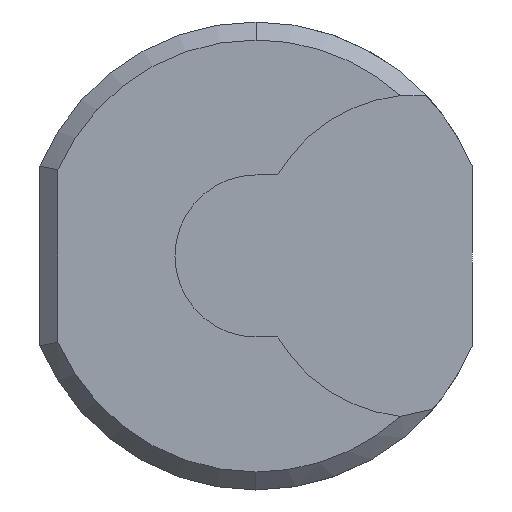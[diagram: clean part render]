
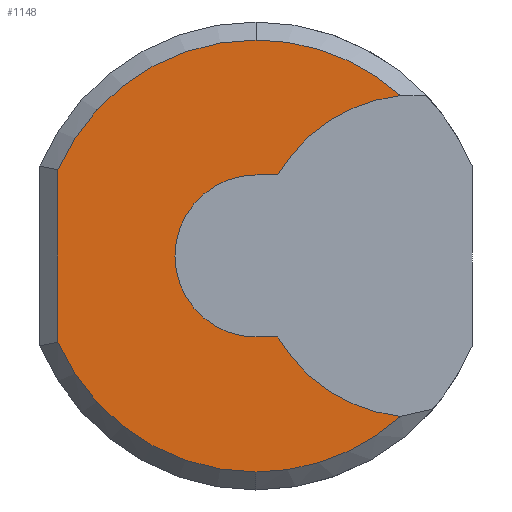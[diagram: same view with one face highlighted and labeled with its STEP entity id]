
A CAD part, left-side view. The second image highlights one B-rep face of the part: STEP entity #1148.
In plain terms, the highlighted planar face has unit normal (-1, 0, 0).
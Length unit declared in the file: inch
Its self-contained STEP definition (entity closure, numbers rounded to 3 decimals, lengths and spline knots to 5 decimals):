
#253=CARTESIAN_POINT('',(0.,0.,0.375));
#254=VERTEX_POINT('',#253);
#263=CARTESIAN_POINT('',(0.,-0.25112,0.27851));
#264=VERTEX_POINT('',#263);
#265=CARTESIAN_POINT('',(0.,0.,0.));
#266=DIRECTION('',(1.0,0.0,0.0));
#267=DIRECTION('',(0.0,0.0,1.0));
#268=AXIS2_PLACEMENT_3D('',#265,#266,#267);
#269=CIRCLE('',#268,0.375);
#270=EDGE_CURVE('',#254,#264,#269,.T.);
#344=CARTESIAN_POINT('',(0.,0.,-0.375));
#345=VERTEX_POINT('',#344);
#354=CARTESIAN_POINT('',(0.,0.34375,-0.14987));
#355=VERTEX_POINT('',#354);
#356=CARTESIAN_POINT('',(0.,0.,0.));
#357=DIRECTION('',(1.0,0.0,0.0));
#358=DIRECTION('',(0.0,0.0,-1.0));
#359=AXIS2_PLACEMENT_3D('',#356,#357,#358);
#360=CIRCLE('',#359,0.375);
#361=EDGE_CURVE('',#345,#355,#360,.T.);
#487=CARTESIAN_POINT('',(0.,-0.12797,0.23513));
#488=VERTEX_POINT('',#487);
#497=CARTESIAN_POINT('',(0.,-0.03787,0.14063));
#498=VERTEX_POINT('',#497);
#499=CARTESIAN_POINT('',(0.,-0.28,0.));
#500=DIRECTION('',(1.0,0.,0.));
#501=DIRECTION('',(0.,0.543,0.84));
#502=AXIS2_PLACEMENT_3D('',#499,#500,#501);
#503=CIRCLE('',#502,0.28);
#504=EDGE_CURVE('',#498,#488,#503,.T.);
#529=CARTESIAN_POINT('',(0.,0.14062,0.));
#530=VERTEX_POINT('',#529);
#539=CARTESIAN_POINT('',(0.,0.,-0.14062));
#540=VERTEX_POINT('',#539);
#541=CARTESIAN_POINT('',(0.0,0.,0.));
#542=DIRECTION('',(1.0,0.,0.));
#543=DIRECTION('',(0.,1.0,0.));
#544=AXIS2_PLACEMENT_3D('',#541,#542,#543);
#545=CIRCLE('',#544,0.14063);
#546=EDGE_CURVE('',#540,#530,#545,.T.);
#571=CARTESIAN_POINT('',(0.,-0.12797,-0.23513));
#572=VERTEX_POINT('',#571);
#581=CARTESIAN_POINT('',(0.,-0.25112,-0.27851));
#582=VERTEX_POINT('',#581);
#583=CARTESIAN_POINT('',(0.,-0.28,0.));
#584=DIRECTION('',(1.0,0.,0.));
#585=DIRECTION('',(0.,0.543,-0.84));
#586=AXIS2_PLACEMENT_3D('',#583,#584,#585);
#587=CIRCLE('',#586,0.28);
#588=EDGE_CURVE('',#582,#572,#587,.T.);
#711=CARTESIAN_POINT('',(0.,-0.03787,-0.14062));
#712=VERTEX_POINT('',#711);
#719=CARTESIAN_POINT('',(0.,-0.28,0.));
#720=DIRECTION('',(1.0,0.,0.));
#721=DIRECTION('',(0.,0.543,-0.84));
#722=AXIS2_PLACEMENT_3D('',#719,#720,#721);
#723=CIRCLE('',#722,0.28);
#724=EDGE_CURVE('',#572,#712,#723,.T.);
#734=CARTESIAN_POINT('',(0.,-0.03787,-0.14062));
#735=DIRECTION('',(0.0,1.0,0.0));
#736=VECTOR('',#735,0.03787);
#737=LINE('',#734,#736);
#738=EDGE_CURVE('',#712,#540,#737,.T.);
#766=CARTESIAN_POINT('',(0.,0.,0.14063));
#767=VERTEX_POINT('',#766);
#774=CARTESIAN_POINT('',(0.0,0.,0.));
#775=DIRECTION('',(1.0,0.,0.));
#776=DIRECTION('',(0.,1.0,0.));
#777=AXIS2_PLACEMENT_3D('',#774,#775,#776);
#778=CIRCLE('',#777,0.14063);
#779=EDGE_CURVE('',#530,#767,#778,.T.);
#789=CARTESIAN_POINT('',(0.,0.,0.14063));
#790=DIRECTION('',(0.0,-1.0,0.0));
#791=VECTOR('',#790,0.03787);
#792=LINE('',#789,#791);
#793=EDGE_CURVE('',#767,#498,#792,.T.);
#827=CARTESIAN_POINT('',(0.,-0.28,0.));
#828=DIRECTION('',(1.0,0.,0.));
#829=DIRECTION('',(0.,0.543,0.84));
#830=AXIS2_PLACEMENT_3D('',#827,#828,#829);
#831=CIRCLE('',#830,0.28);
#832=EDGE_CURVE('',#488,#264,#831,.T.);
#979=CARTESIAN_POINT('',(0.,0.,0.));
#980=DIRECTION('',(1.0,0.0,0.0));
#981=DIRECTION('',(0.0,0.0,-1.0));
#982=AXIS2_PLACEMENT_3D('',#979,#980,#981);
#983=CIRCLE('',#982,0.375);
#984=EDGE_CURVE('',#582,#345,#983,.T.);
#1087=CARTESIAN_POINT('',(0.,0.34375,0.14987));
#1088=VERTEX_POINT('',#1087);
#1096=CARTESIAN_POINT('',(0.,0.,0.));
#1097=DIRECTION('',(1.0,0.0,0.0));
#1098=DIRECTION('',(0.0,0.0,1.0));
#1099=AXIS2_PLACEMENT_3D('',#1096,#1097,#1098);
#1100=CIRCLE('',#1099,0.375);
#1101=EDGE_CURVE('',#1088,#254,#1100,.T.);
#1118=CARTESIAN_POINT('',(0.,0.34375,-0.14987));
#1119=DIRECTION('',(0.0,0.0,1.0));
#1120=VECTOR('',#1119,0.29974);
#1121=LINE('',#1118,#1120);
#1122=EDGE_CURVE('',#355,#1088,#1121,.T.);
#1128=CARTESIAN_POINT('',(0.,0.,0.));
#1129=DIRECTION('',(1.0,0.0,0.0));
#1130=DIRECTION('',(0.0,1.0,0.0));
#1131=AXIS2_PLACEMENT_3D('',#1128,#1129,#1130);
#1132=PLANE('',#1131);
#1133=ORIENTED_EDGE('',*,*,#504,.T.);
#1134=ORIENTED_EDGE('',*,*,#832,.T.);
#1135=ORIENTED_EDGE('',*,*,#270,.F.);
#1136=ORIENTED_EDGE('',*,*,#1101,.F.);
#1137=ORIENTED_EDGE('',*,*,#1122,.F.);
#1138=ORIENTED_EDGE('',*,*,#361,.F.);
#1139=ORIENTED_EDGE('',*,*,#984,.F.);
#1140=ORIENTED_EDGE('',*,*,#588,.T.);
#1141=ORIENTED_EDGE('',*,*,#724,.T.);
#1142=ORIENTED_EDGE('',*,*,#738,.T.);
#1143=ORIENTED_EDGE('',*,*,#546,.T.);
#1144=ORIENTED_EDGE('',*,*,#779,.T.);
#1145=ORIENTED_EDGE('',*,*,#793,.T.);
#1146=EDGE_LOOP('',(#1133,#1134,#1135,#1136,#1137,#1138,#1139,#1140,#1141,#1142,#1143,#1144,#1145));
#1147=FACE_OUTER_BOUND('',#1146,.T.);
#1148=ADVANCED_FACE('',(#1147),#1132,.F.);
